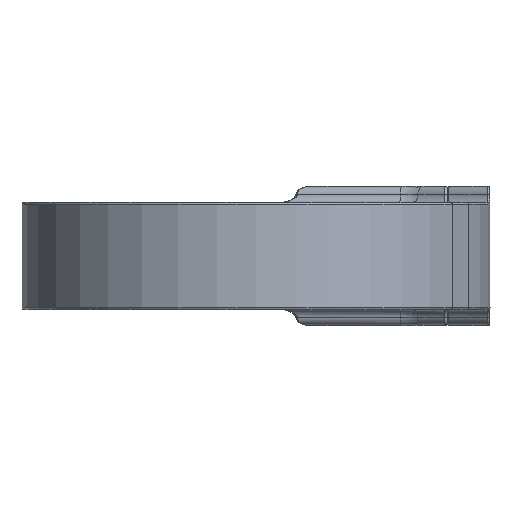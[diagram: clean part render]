
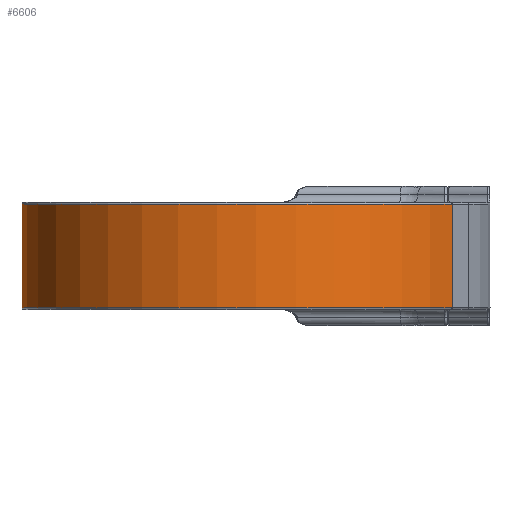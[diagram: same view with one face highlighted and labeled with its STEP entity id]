
A CAD part, left-side view. The second image highlights one B-rep face of the part: STEP entity #6606.
In plain terms, the highlighted cylindrical face has radius 27.25 mm (diameter 54.5 mm), a partial arc.
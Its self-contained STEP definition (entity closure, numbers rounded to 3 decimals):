
#1714=DIRECTION('',(0.,0.,1.));
#1715=VECTOR('',#1714,12.3);
#1716=CARTESIAN_POINT('',(-13.266,-23.803,-6.15));
#1717=LINE('',#1716,#1715);
#1718=CARTESIAN_POINT('',(0.,0.,6.15));
#1719=DIRECTION('',(0.,0.,1.));
#1720=DIRECTION('',(0.926,0.376,0.));
#1721=AXIS2_PLACEMENT_3D('',#1718,#1719,#1720);
#1723=CARTESIAN_POINT('',(0.,0.,-6.15));
#1724=DIRECTION('',(0.,0.,-1.));
#1725=DIRECTION('',(-0.487,-0.873,0.));
#1726=AXIS2_PLACEMENT_3D('',#1723,#1724,#1725);
#1728=DIRECTION('',(0.,0.,1.));
#1729=VECTOR('',#1728,12.3);
#1730=CARTESIAN_POINT('',(25.246,10.256,-6.15));
#1731=LINE('',#1730,#1729);
#3676=CARTESIAN_POINT('',(25.246,10.256,6.15));
#3677=VERTEX_POINT('',#3676);
#3680=CARTESIAN_POINT('',(-13.266,-23.803,6.15));
#3681=VERTEX_POINT('',#3680);
#3732=CARTESIAN_POINT('',(-13.266,-23.803,-6.15));
#3733=VERTEX_POINT('',#3732);
#3736=CARTESIAN_POINT('',(25.246,10.256,-6.15));
#3737=VERTEX_POINT('',#3736);
#6594=CARTESIAN_POINT('',(0.,0.,-6.35));
#6595=DIRECTION('',(0.,0.,1.));
#6596=DIRECTION('',(1.,0.,0.));
#6597=AXIS2_PLACEMENT_3D('',#6594,#6595,#6596);
#6598=CYLINDRICAL_SURFACE('',#6597,27.25);
#6599=ORIENTED_EDGE('',*,*,#6522,.T.);
#6600=ORIENTED_EDGE('',*,*,#6589,.F.);
#6601=ORIENTED_EDGE('',*,*,#4059,.T.);
#6603=ORIENTED_EDGE('',*,*,#6602,.T.);
#6604=EDGE_LOOP('',(#6599,#6600,#6601,#6603));
#6605=FACE_OUTER_BOUND('',#6604,.F.);
#6606=ADVANCED_FACE('',(#6605),#6598,.T.);
#1722=CIRCLE('',#1721,27.25);
#1727=CIRCLE('',#1726,27.25);
#4059=EDGE_CURVE('',#3733,#3737,#1727,.T.);
#6522=EDGE_CURVE('',#3677,#3681,#1722,.T.);
#6589=EDGE_CURVE('',#3733,#3681,#1717,.T.);
#6602=EDGE_CURVE('',#3737,#3677,#1731,.T.);
